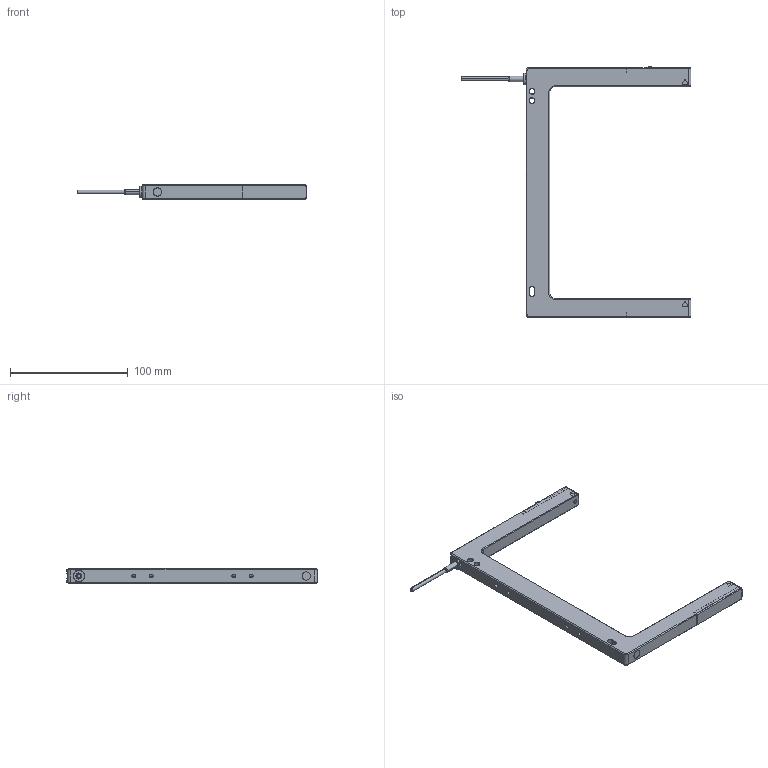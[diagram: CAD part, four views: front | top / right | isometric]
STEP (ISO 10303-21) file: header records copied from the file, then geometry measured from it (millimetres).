
FILE_DESCRIPTION((''),'2;1');
FILE_NAME('137658_SW','2010-09-30T',('banengservice'),('BANNER ENGINEERING'),'PRO/ENGINEER BY PARAMETRIC TECHNOLOGY CORPORATION, 2009141','PRO/ENGINEER BY PARAMETRIC TECHNOLOGY CORPORATION, 2009141','');
FILE_SCHEMA(('CONFIG_CONTROL_DESIGN'));
Length unit declared in the file: inch
Products named in the file (1): 137658_SW
Bounding box: 195.25 x 213 x 12 mm (x, y, z)
Volume: 79167.3 mm3; surface area: 44859.5 mm2
Topology: 2 solids, 3 shells, 1027 faces, 2713 edges, 1709 vertices
Faces by surface type: plane 549, cylinder 312, cone 134, torus 30, bspline 2
Entity records: 34944 total; most frequent: CARTESIAN_POINT 9320, ORIENTED_EDGE 5402, DIRECTION 5282, EDGE_CURVE 2701, AXIS2_PLACEMENT_3D 1765, VECTOR 1752, LINE 1752, VERTEX_POINT 1709
